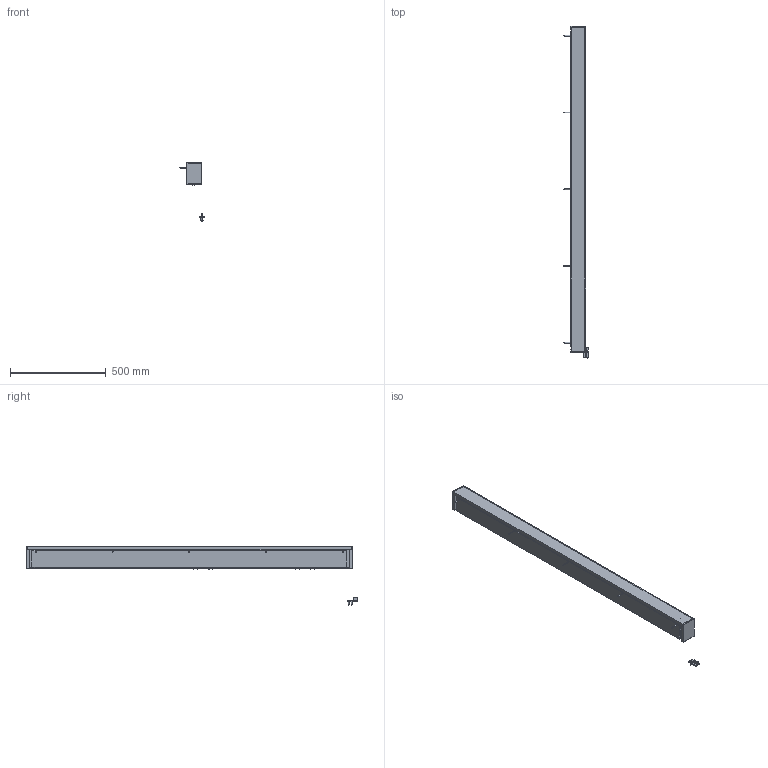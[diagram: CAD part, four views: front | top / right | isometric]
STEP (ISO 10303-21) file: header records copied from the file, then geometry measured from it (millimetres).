
FILE_DESCRIPTION(/* description */ (''),/* implementation_level */ '2;1');
FILE_NAME(/* name */ 'SAF-CLIP 8M.stp',/* time_stamp */ '2019-08-22T14:07:22+02:00',/* author */ ('GIULIANO'),/* organization */ (''),/* preprocessor_version */ 'ST-DEVELOPER v17.2',/* originating_system */ 'Autodesk Inventor 2019',/* authorisation */ '');
FILE_SCHEMA (('AUTOMOTIVE_DESIGN { 1 0 10303 214 3 1 1 }'));
Products named in the file (40): SAF-CLIP 8M; 21582; 11108E_1630; ISO 7049 - ST 4,2 x 9,5 - C - Z; 21493_800; 21578; 21492; 21492 toit; 21492 facade; 21491 retour gauche; 21491 retour droit; 21490; ISO 7049 - ST 4,2 x 13 - C - Z; 11218; 20820; 20825_A; 20821; 09176; PV11200; 20828_A; 06007; 09015; 06103; 10036; 1103R; 11213_C; 20827; 20834; 20829; 20833_A; 16474; vis CHC M4x20; Ecrou frein M4; vis CHC M4x20 notice; 06005; 09247; 21698_A; 04007; ISO 7050 - ST 4,8 x 25 - C - Z; 04031
Assembly tree (69 placements, depth 4):
  SAF-CLIP 8M
    21582
      11108E_1630
      ISO 7049 - ST 4,2 x 9,5 - C - Z  x4
      21493_800
    21578
      21492
        21492 toit
        21492 facade
        21491 retour gauche
        21491 retour droit
      21490  x3
      ISO 7049 - ST 4,2 x 13 - C - Z  x6
    11218  x2
      20820
      20825_A
      20821
      09176
      PV11200
        20828_A
        06007
        09015
      06103
    10036  x2
    1103R
    04031  x5
    11213_C  x2
      20827
      20834
        20829
        20833_A
      16474
      vis CHC M4x20
      Ecrou frein M4
      vis CHC M4x20 notice
      06005
      09247
      21698_A
    04007  x8
    ISO 7050 - ST 4,8 x 25 - C - Z  x2
Bounding box: 128.5 x 1730 x 306 mm (x, y, z)
Volume: 7096479.8 mm3; surface area: 1928418.4 mm2
Topology: 107 solids, 107 shells, 2985 faces, 8079 edges, 5354 vertices
Faces by surface type: plane 1529, cylinder 796, cone 335, torus 204, bspline 74, sphere 47
Full cylindrical faces by diameter (mm): 1.7 x2, 2 x10, 3 x8, 3.242 x2, 3.5 x6, 4 x62, 4.2 x10, 4.5 x102, 4.8 x7, 4.917 x2, 5 x21, 5.2 x17, 5.95 x2, 6 x6, 6.3 x2, 6.5 x2, 6.647 x4, 7 x4, 7.323 x2, 7.9 x2, 8 x8, 8.4 x2, 8.586 x8, 8.75 x8, 9.3 x2, 10 x8, 10.5 x2, 11.4 x2, 12 x8, 12.414 x8
Entity records: 48597 total; most frequent: CARTESIAN_POINT 18228, DIRECTION 6083, ORIENTED_EDGE 6010, EDGE_CURVE 3005, AXIS2_PLACEMENT_3D 2273, VERTEX_POINT 2002, LINE 1537, VECTOR 1537
